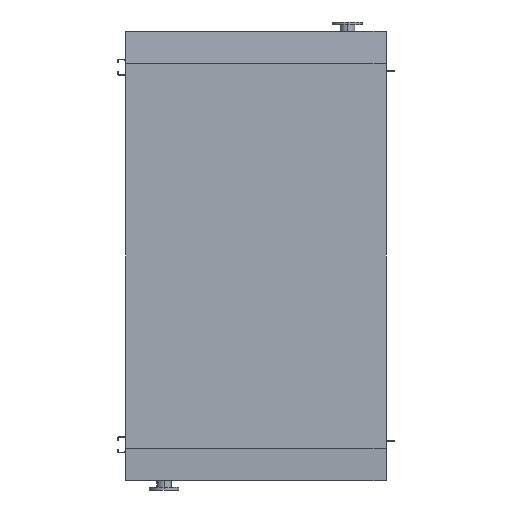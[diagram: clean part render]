
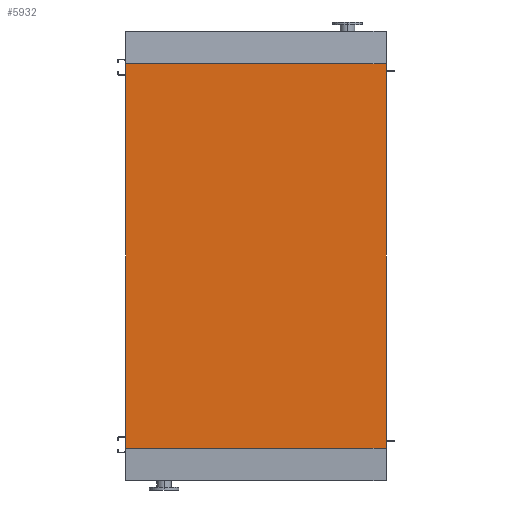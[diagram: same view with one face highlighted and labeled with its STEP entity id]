
A CAD part, front view. The second image highlights one B-rep face of the part: STEP entity #5932.
In plain terms, the highlighted planar face has unit normal (0, -1, 0).
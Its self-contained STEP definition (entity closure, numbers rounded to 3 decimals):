
#974 = VERTEX_POINT ( 'NONE', #6803 ) ;
#1122 = EDGE_CURVE ( 'NONE', #5120, #3511, #5484, .T. ) ;
#1262 = DIRECTION ( 'NONE',  ( 1., 0., 0. ) ) ;
#1474 = CARTESIAN_POINT ( 'NONE',  ( -965., 0., -2850. ) ) ;
#1496 = ORIENTED_EDGE ( 'NONE', *, *, #2978, .F. ) ;
#2085 = DIRECTION ( 'NONE',  ( 0., -1., 0. ) ) ;
#2748 = VECTOR ( 'NONE', #1262, 1000. ) ;
#2978 = EDGE_CURVE ( 'NONE', #7702, #974, #9048, .T. ) ;
#3082 = VECTOR ( 'NONE', #7765, 1000. ) ;
#3449 = EDGE_CURVE ( 'NONE', #5120, #7702, #4643, .T. ) ;
#3511 = VERTEX_POINT ( 'NONE', #4792 ) ;
#3612 = ORIENTED_EDGE ( 'NONE', *, *, #4880, .T. ) ;
#3714 = DIRECTION ( 'NONE',  ( 1., 0., 0. ) ) ;
#4394 = CARTESIAN_POINT ( 'NONE',  ( -965., 0., 0. ) ) ;
#4501 = AXIS2_PLACEMENT_3D ( 'NONE', #5266, #2085, #6853 ) ;
#4603 = LINE ( 'NONE', #9361, #8665 ) ;
#4643 = LINE ( 'NONE', #1474, #3082 ) ;
#4735 = CARTESIAN_POINT ( 'NONE',  ( -965., 0., 0. ) ) ;
#4792 = CARTESIAN_POINT ( 'NONE',  ( 965., 0., -2850. ) ) ;
#4880 = EDGE_CURVE ( 'NONE', #3511, #974, #4603, .T. ) ;
#5120 = VERTEX_POINT ( 'NONE', #8167 ) ;
#5266 = CARTESIAN_POINT ( 'NONE',  ( -965., 0., -2850. ) ) ;
#5356 = ORIENTED_EDGE ( 'NONE', *, *, #3449, .F. ) ;
#5484 = LINE ( 'NONE', #8609, #6766 ) ;
#5932 = ADVANCED_FACE ( 'NONE', ( #9888 ), #5980, .T. ) ;
#5980 = PLANE ( 'NONE',  #4501 ) ;
#6766 = VECTOR ( 'NONE', #3714, 1000. ) ;
#6803 = CARTESIAN_POINT ( 'NONE',  ( 965., 0., 0. ) ) ;
#6853 = DIRECTION ( 'NONE',  ( 0., 0., -1. ) ) ;
#7702 = VERTEX_POINT ( 'NONE', #4735 ) ;
#7765 = DIRECTION ( 'NONE',  ( 0., 0., 1. ) ) ;
#8167 = CARTESIAN_POINT ( 'NONE',  ( -965., 0., -2850. ) ) ;
#8361 = ORIENTED_EDGE ( 'NONE', *, *, #1122, .T. ) ;
#8609 = CARTESIAN_POINT ( 'NONE',  ( -965., 0., -2850. ) ) ;
#8665 = VECTOR ( 'NONE', #10051, 1000. ) ;
#9048 = LINE ( 'NONE', #4394, #2748 ) ;
#9361 = CARTESIAN_POINT ( 'NONE',  ( 965., 0., -2850. ) ) ;
#9510 = EDGE_LOOP ( 'NONE', ( #1496, #5356, #8361, #3612 ) ) ;
#9888 = FACE_OUTER_BOUND ( 'NONE', #9510, .T. ) ;
#10051 = DIRECTION ( 'NONE',  ( 0., 0., 1. ) ) ;
